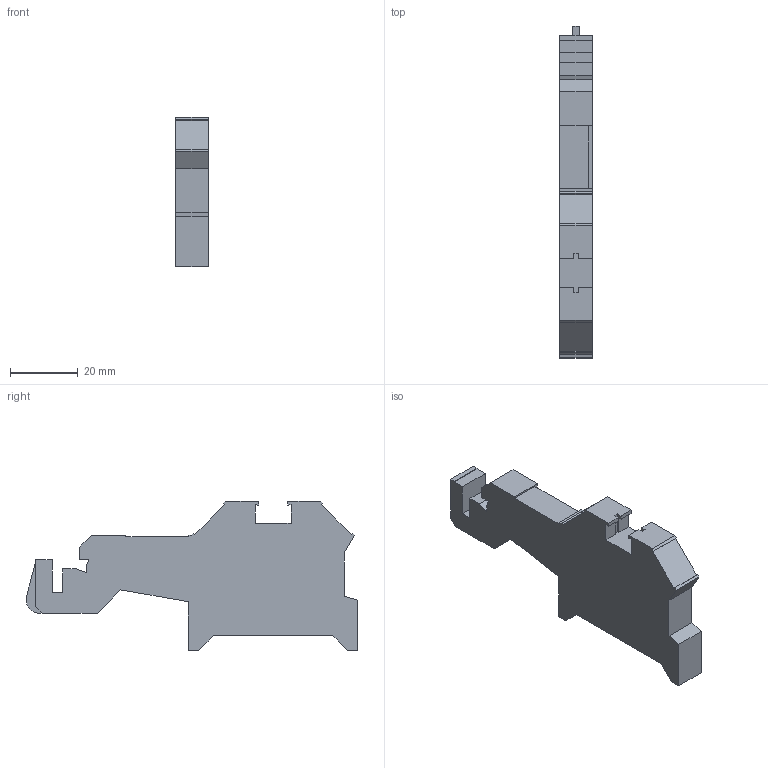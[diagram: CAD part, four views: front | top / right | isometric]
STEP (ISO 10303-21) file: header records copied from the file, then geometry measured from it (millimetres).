
FILE_DESCRIPTION(('Creo Elements/Direct Modeling STEP Export'),'2;1');
FILE_NAME('model.stp','2018-04-18T12:04:16',(''),(''),'Creo Elements/Direct Modeling STEP processor for AP214 (Solid Model)','Creo Elements/Direct Modeling 18.1I 14-Aug-2016 (C) Parametric Technology GmbH','');
FILE_SCHEMA(('AUTOMOTIVE_DESIGN { 1 0 10303 214 1 1 1 1 }'));
Length unit declared in the file: millimetre
Products named in the file (2): AB_SKS_60-select
Assembly tree (1 placements, depth 2):
  AB_SKS_60-select
    AB_SKS_60-select
Bounding box: 9.5 x 97.8 x 44 mm (x, y, z)
Volume: 23793.1 mm3; surface area: 8152.1 mm2
Topology: 1 solids, 1 shells, 73 faces, 213 edges, 142 vertices
Faces by surface type: plane 72, cylinder 1
Entity records: 2901 total; most frequent: ORIENTED_EDGE 426, CARTESIAN_POINT 410, DIRECTION 336, EDGE_CURVE 213, VECTOR 200, LINE 200, VERTEX_POINT 142, EDGE_LOOP 73
